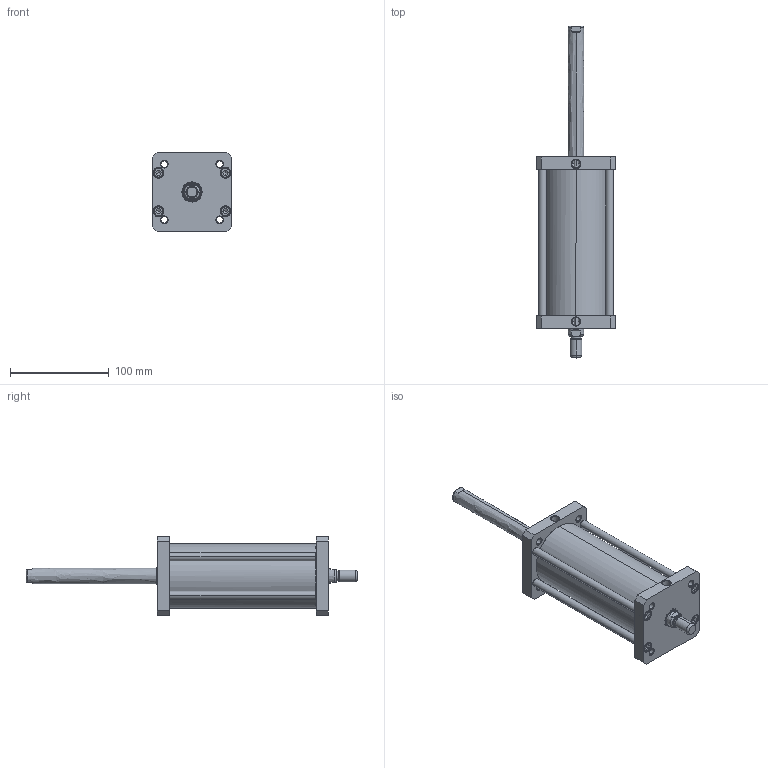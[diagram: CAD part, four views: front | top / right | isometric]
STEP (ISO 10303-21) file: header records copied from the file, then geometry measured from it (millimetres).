
FILE_DESCRIPTION(/* description */ (''),/* implementation_level */ '2;1');
FILE_NAME(/* name */ 'VI10~05H',/* time_stamp */ '2018-12-14T13:37:51+01:00',/* author */ (''),/* organization */ (''),/* preprocessor_version */ 'ST-DEVELOPER v15',/* originating_system */ '',/* authorisation */ '');
FILE_SCHEMA (('CONFIG_CONTROL_DESIGN'));
Length unit declared in the file: millimetre
Products named in the file (8): Document; TIRANTE-125; TA2; Block 02; TA; Block 01; STELO-125; CORPO-125
Assembly tree (10 placements, depth 3):
  Document
    TIRANTE-125  x4
    TA2
      Block 02
    TA
      Block 01
    STELO-125
    CORPO-125
Bounding box: 80 x 337 x 80 mm (x, y, z)
Volume: 257552.2 mm3; surface area: 137915.1 mm2
Topology: 18 solids, 39 shells, 510 faces, 1296 edges, 821 vertices
Faces by surface type: bspline 392, plane 118
Entity records: 16858 total; most frequent: CARTESIAN_POINT 9627, ORIENTED_EDGE 2180, EDGE_CURVE 1136, VERTEX_POINT 755, EDGE_LOOP 521, B_SPLINE_CURVE_WITH_KNOTS 480, ADVANCED_FACE 450, FACE_OUTER_BOUND 450
